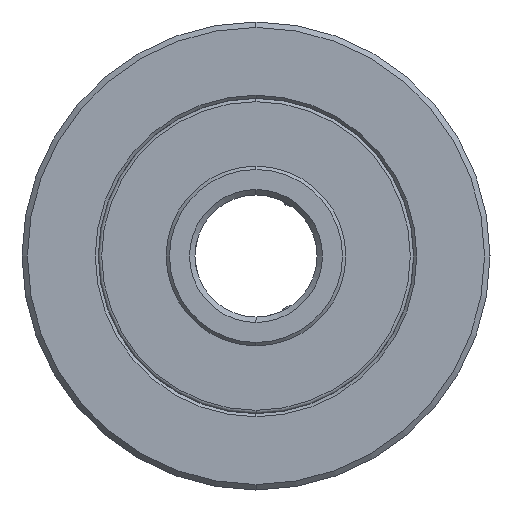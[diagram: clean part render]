
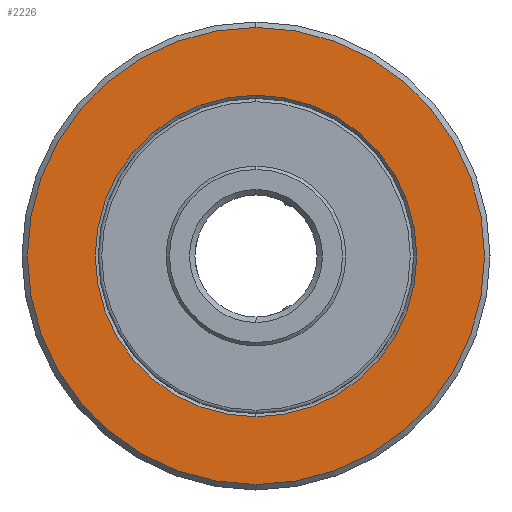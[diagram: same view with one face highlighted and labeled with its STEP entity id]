
A CAD part, left-side view. The second image highlights one B-rep face of the part: STEP entity #2226.
In plain terms, the highlighted planar face has unit normal (-1, 0, 0).
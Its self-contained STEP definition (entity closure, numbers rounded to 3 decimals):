
#22 = CARTESIAN_POINT ( 'NONE',  ( 0., 23.7, 0. ) ) ;
#49 = DIRECTION ( 'NONE',  ( 0., 0., 1. ) ) ;
#51 = DIRECTION ( 'NONE',  ( -1., 0., 0. ) ) ;
#99 = DIRECTION ( 'NONE',  ( 0., 0., -1. ) ) ;
#102 = CARTESIAN_POINT ( 'NONE',  ( 0., 0., 0. ) ) ;
#208 = PLANE ( 'NONE',  #1290 ) ;
#343 = AXIS2_PLACEMENT_3D ( 'NONE', #102, #2639, #99 ) ;
#407 = DIRECTION ( 'NONE',  ( 0., 0., -1. ) ) ;
#408 = DIRECTION ( 'NONE',  ( 1., 0., 0. ) ) ;
#411 = DIRECTION ( 'NONE',  ( 0., 0., -1. ) ) ;
#414 = DIRECTION ( 'NONE',  ( 1., 0., 0. ) ) ;
#420 = CARTESIAN_POINT ( 'NONE',  ( 0., 0., 0. ) ) ;
#462 = CARTESIAN_POINT ( 'NONE',  ( 0., 0., 0. ) ) ;
#539 = AXIS2_PLACEMENT_3D ( 'NONE', #420, #408, #407 ) ;
#745 = DIRECTION ( 'NONE',  ( 0., 0., -1. ) ) ;
#751 = DIRECTION ( 'NONE',  ( 1., 0., 0. ) ) ;
#757 = VERTEX_POINT ( 'NONE', #1137 ) ;
#758 = CARTESIAN_POINT ( 'NONE',  ( 0., 0., 0. ) ) ;
#903 = AXIS2_PLACEMENT_3D ( 'NONE', #758, #751, #745 ) ;
#929 = AXIS2_PLACEMENT_3D ( 'NONE', #462, #414, #411 ) ;
#940 = VERTEX_POINT ( 'NONE', #1210 ) ;
#1033 = VERTEX_POINT ( 'NONE', #1221 ) ;
#1091 = EDGE_LOOP ( 'NONE', ( #1398, #1394 ) ) ;
#1137 = CARTESIAN_POINT ( 'NONE',  ( 0., 0., 33.7 ) ) ;
#1210 = CARTESIAN_POINT ( 'NONE',  ( 0., 0., -23.7 ) ) ;
#1221 = CARTESIAN_POINT ( 'NONE',  ( 0., 0., 23.7 ) ) ;
#1276 = CARTESIAN_POINT ( 'NONE',  ( 0., 0., -33.7 ) ) ;
#1290 = AXIS2_PLACEMENT_3D ( 'NONE', #22, #51, #49 ) ;
#1313 = VERTEX_POINT ( 'NONE', #1276 ) ;
#1394 = ORIENTED_EDGE ( 'NONE', *, *, #2567, .F. ) ;
#1398 = ORIENTED_EDGE ( 'NONE', *, *, #2444, .F. ) ;
#1404 = ORIENTED_EDGE ( 'NONE', *, *, #2506, .T. ) ;
#1412 = ORIENTED_EDGE ( 'NONE', *, *, #2434, .T. ) ;
#1702 = EDGE_LOOP ( 'NONE', ( #1412, #1404 ) ) ;
#1956 = CIRCLE ( 'NONE', #343, 33.7 ) ;
#2012 = CIRCLE ( 'NONE', #539, 23.7 ) ;
#2080 = CIRCLE ( 'NONE', #903, 33.7 ) ;
#2084 = CIRCLE ( 'NONE', #929, 23.7 ) ;
#2226 = ADVANCED_FACE ( 'NONE', ( #2348, #2331 ), #208, .T. ) ;
#2331 = FACE_OUTER_BOUND ( 'NONE', #1091, .T. ) ;
#2348 = FACE_BOUND ( 'NONE', #1702, .T. ) ;
#2434 = EDGE_CURVE ( 'NONE', #1033, #940, #2084, .T. ) ;
#2444 = EDGE_CURVE ( 'NONE', #1313, #757, #2080, .T. ) ;
#2506 = EDGE_CURVE ( 'NONE', #940, #1033, #2012, .T. ) ;
#2567 = EDGE_CURVE ( 'NONE', #757, #1313, #1956, .T. ) ;
#2639 = DIRECTION ( 'NONE',  ( 1., 0., 0. ) ) ;
